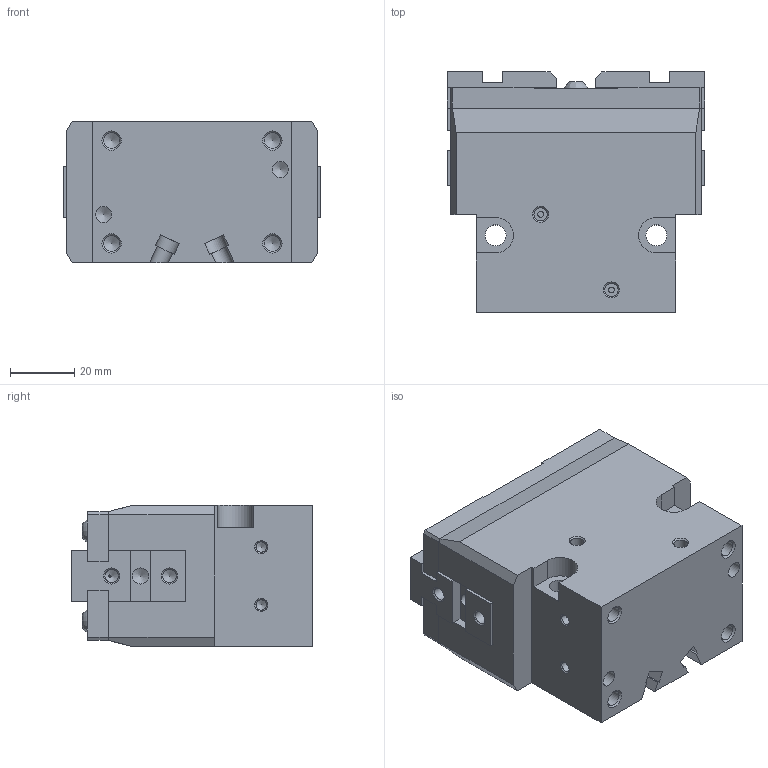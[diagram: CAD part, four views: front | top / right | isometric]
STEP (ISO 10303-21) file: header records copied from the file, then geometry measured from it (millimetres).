
FILE_DESCRIPTION( ( 'STEP AP203' ), '1' );
FILE_NAME( 'OPE80S_OE973PDS_0_2_03.stp', ' ', ( ' ' ), ( ' ' ), 'PSStep 15.0.47', 'PARTsolutions', ' ' );
FILE_SCHEMA( ( 'CONFIG_CONTROL_DESIGN' ) );
Length unit declared in the file: millimetre
Products named in the file (3): OPE80S OE973PDS 0; _OPE80-001; _OPE80S-0092
Assembly tree (3 placements, depth 2):
  OPE80S OE973PDS 0
    _OPE80-001
    _OPE80S-0092  x2
Bounding box: 80 x 75 x 44 mm (x, y, z)
Volume: 201820.8 mm3; surface area: 45259.3 mm2
Topology: 3 solids, 3 shells, 230 faces, 624 edges, 404 vertices
Faces by surface type: plane 148, cone 44, cylinder 36, bspline 2
Full cylindrical faces by diameter (mm): 1.8 x2, 3.242 x4, 4.134 x10, 4.917 x4, 5 x8, 6.5 x2
Entity records: 5433 total; most frequent: CARTESIAN_POINT 1009, DIRECTION 859, ORIENTED_EDGE 820, EDGE_CURVE 410, LINE 325, VECTOR 325, VERTEX_POINT 309, AXIS2_PLACEMENT_3D 267
